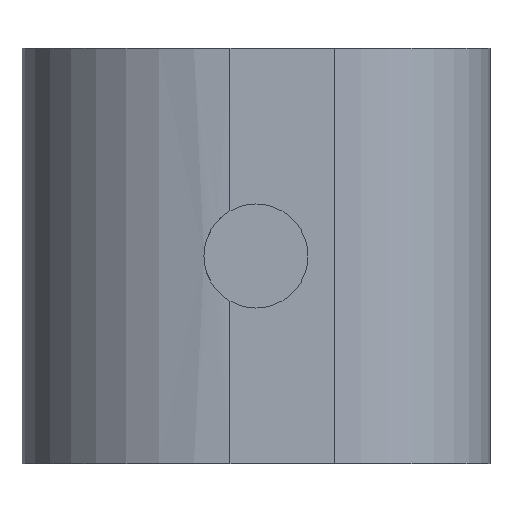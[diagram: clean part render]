
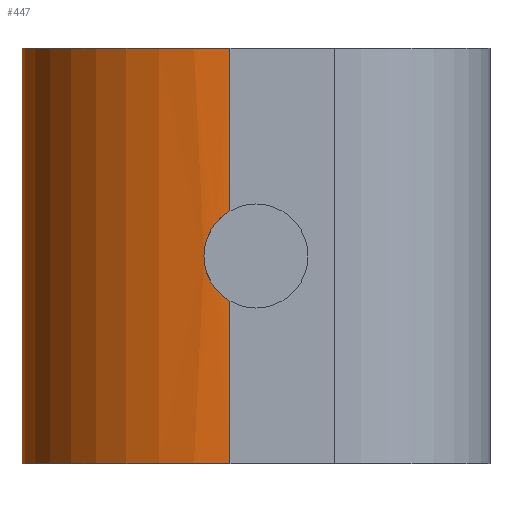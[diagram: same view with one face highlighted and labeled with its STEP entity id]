
A CAD part, left-side view. The second image highlights one B-rep face of the part: STEP entity #447.
In plain terms, the highlighted cylindrical face has radius 20 mm (diameter 40 mm), a partial arc.
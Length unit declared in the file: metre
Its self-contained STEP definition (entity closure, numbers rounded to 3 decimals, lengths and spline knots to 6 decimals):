
#21=B_SPLINE_CURVE_WITH_KNOTS('',3,(#762,#763,#764,#765,#766,#767,#768),
 .UNSPECIFIED.,.F.,.F.,(4,1,1,1,4),(0.,0.002606,
0.005212,0.007818,0.010424),
 .UNSPECIFIED.);
#31=CYLINDRICAL_SURFACE('',#502,0.02);
#37=CIRCLE('',#467,0.02);
#47=CIRCLE('',#486,0.02);
#170=ORIENTED_EDGE('',*,*,#237,.F.);
#171=ORIENTED_EDGE('',*,*,#232,.T.);
#172=ORIENTED_EDGE('',*,*,#190,.T.);
#173=ORIENTED_EDGE('',*,*,#204,.F.);
#174=ORIENTED_EDGE('',*,*,#225,.T.);
#175=ORIENTED_EDGE('',*,*,#231,.T.);
#190=EDGE_CURVE('',#253,#252,#37,.T.);
#204=EDGE_CURVE('',#263,#252,#300,.T.);
#225=EDGE_CURVE('',#263,#277,#47,.T.);
#231=EDGE_CURVE('',#277,#279,#317,.T.);
#232=EDGE_CURVE('',#280,#253,#318,.T.);
#237=EDGE_CURVE('',#280,#279,#21,.T.);
#252=VERTEX_POINT('',#659);
#253=VERTEX_POINT('',#661);
#263=VERTEX_POINT('',#687);
#277=VERTEX_POINT('',#728);
#279=VERTEX_POINT('',#747);
#280=VERTEX_POINT('',#748);
#300=LINE('',#688,#340);
#317=LINE('',#749,#357);
#318=LINE('',#750,#358);
#340=VECTOR('',#551,1.);
#357=VECTOR('',#608,1.);
#358=VECTOR('',#609,1.);
#387=EDGE_LOOP('',(#170,#171,#172,#173,#174,#175));
#413=FACE_BOUND('',#387,.T.);
#447=ADVANCED_FACE('',(#413),#31,.T.);
#467=AXIS2_PLACEMENT_3D('',#660,#526,#527);
#486=AXIS2_PLACEMENT_3D('',#729,#589,#590);
#502=AXIS2_PLACEMENT_3D('',#769,#627,#628);
#526=DIRECTION('',(0.,0.,-1.));
#527=DIRECTION('',(-1.,0.,0.));
#551=DIRECTION('',(0.,0.,1.));
#589=DIRECTION('',(0.,0.,1.));
#590=DIRECTION('',(-1.,0.,0.));
#608=DIRECTION('',(0.,0.,1.));
#609=DIRECTION('',(0.,0.,1.));
#627=DIRECTION('',(0.,0.,-1.));
#628=DIRECTION('',(-1.,0.,0.));
#659=CARTESIAN_POINT('',(-0.01,0.03,0.02));
#660=CARTESIAN_POINT('',(-0.01,0.01,0.02));
#661=CARTESIAN_POINT('',(-0.03,0.01,0.02));
#687=CARTESIAN_POINT('',(-0.01,0.03,-0.02));
#688=CARTESIAN_POINT('',(-0.01,0.03,0.));
#728=CARTESIAN_POINT('',(-0.03,0.01,-0.02));
#729=CARTESIAN_POINT('',(-0.01,0.01,-0.02));
#747=CARTESIAN_POINT('',(-0.03,0.01,-0.00433));
#748=CARTESIAN_POINT('',(-0.03,0.01,0.00433));
#749=CARTESIAN_POINT('',(-0.03,0.01,0.));
#750=CARTESIAN_POINT('',(-0.03,0.01,0.));
#762=CARTESIAN_POINT('',(-0.03,0.01,0.00433));
#763=CARTESIAN_POINT('',(-0.03,0.010763,0.003889));
#764=CARTESIAN_POINT('',(-0.029911,0.012028,0.002621));
#765=CARTESIAN_POINT('',(-0.029809,0.012735,-0.000001));
#766=CARTESIAN_POINT('',(-0.02991,0.012032,-0.002613));
#767=CARTESIAN_POINT('',(-0.03,0.010763,-0.003889));
#768=CARTESIAN_POINT('',(-0.03,0.01,-0.00433));
#769=CARTESIAN_POINT('',(-0.01,0.01,0.));
